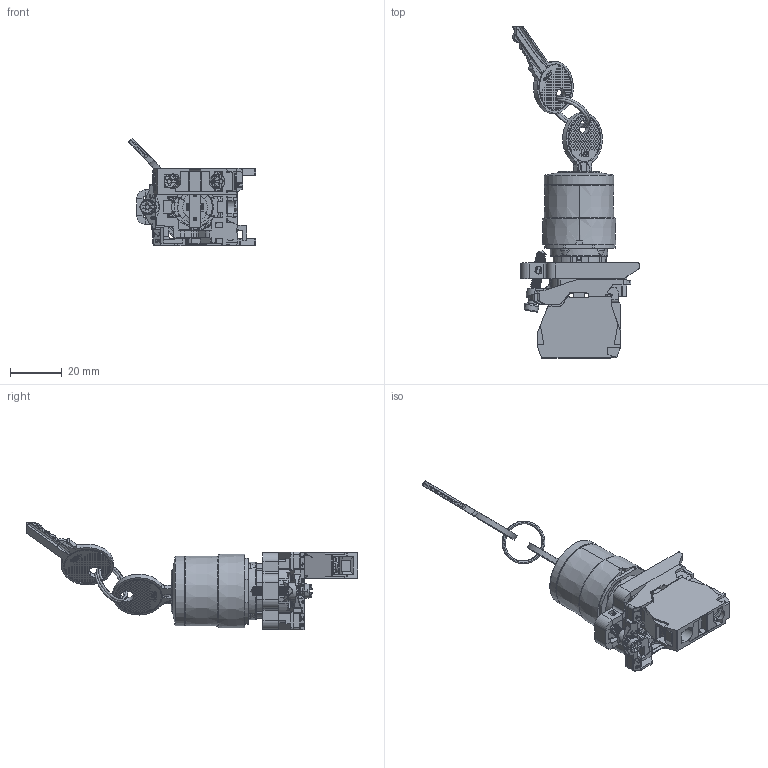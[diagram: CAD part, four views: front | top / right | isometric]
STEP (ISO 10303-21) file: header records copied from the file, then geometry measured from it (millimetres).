
FILE_DESCRIPTION((''),'2;1');
FILE_NAME('XB4BG21_ASM','2023-07-01T',('Administrator'),('zyb.com'),'PRO/ENGINEER BY PARAMETRIC TECHNOLOGY CORPORATION, 2010280','PRO/ENGINEER BY PARAMETRIC TECHNOLOGY CORPORATION, 2010280','');
FILE_SCHEMA(('AUTOMOTIVE_DESIGN { 1 0 10303 214 1 1 1 1 }'));
Length unit declared in the file: millimetre
Products named in the file (4): ZB4BE009; ZBE101; ZB4BG2C; XB4BG21_ASM
Assembly tree (3 placements, depth 2):
  XB4BG21_ASM
    ZB4BE009
    ZBE101
    ZB4BG2C
Bounding box: 49.18 x 128.22 x 41.64 mm (x, y, z)
Volume: 33409.6 mm3; surface area: 23824.2 mm2
Topology: 16 solids, 23 shells, 7932 faces, 20670 edges, 13519 vertices
Faces by surface type: plane 6207, cylinder 1161, bspline 224, torus 152, cone 146, sphere 42
Entity records: 315058 total; most frequent: CARTESIAN_POINT 65315, ORIENTED_EDGE 41332, DIRECTION 37396, EDGE_CURVE 20666, VECTOR 16780, LINE 16780, VERTEX_POINT 13519, AXIS2_PLACEMENT_3D 10308
